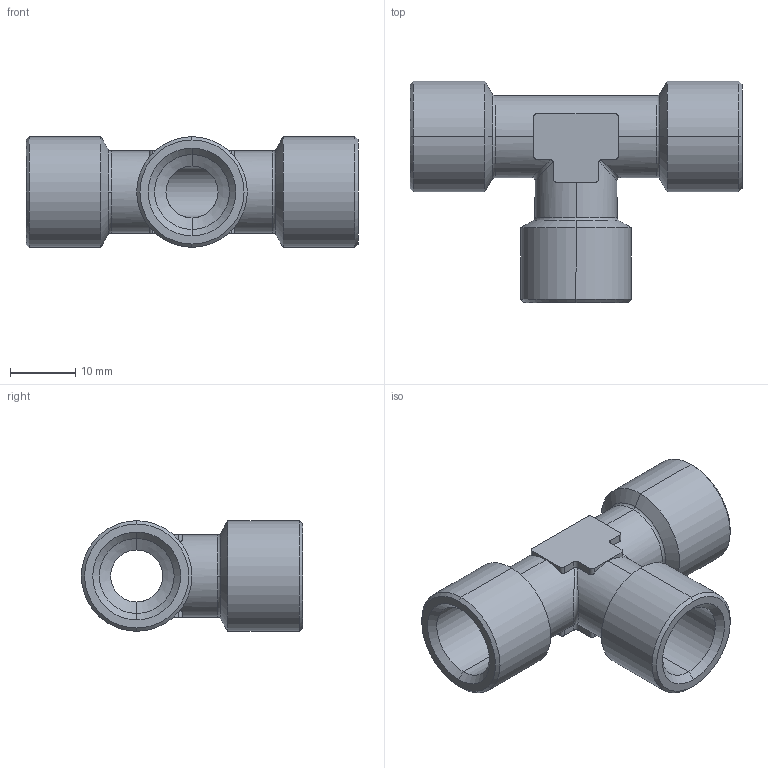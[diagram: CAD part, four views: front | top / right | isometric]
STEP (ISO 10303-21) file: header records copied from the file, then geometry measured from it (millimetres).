
FILE_DESCRIPTION (( 'STEP AP203' ), '1' );
FILE_NAME ('05130002.STEP', '2010-09-13T09:15:47', ( 'Flavio' ), ( '' ), 'SwSTEP 2.0', 'SolidWorks 2009', '' );
FILE_SCHEMA (( 'CONFIG_CONTROL_DESIGN' ));
Length unit declared in the file: millimetre
Products named in the file (1): 05130002
Bounding box: 51 x 34 x 17 mm (x, y, z)
Volume: 7096.2 mm3; surface area: 5977.7 mm2
Topology: 1 solids, 1 shells, 91 faces, 232 edges, 142 vertices
Faces by surface type: cylinder 38, cone 24, plane 21, torus 6, bspline 2
Entity records: 3233 total; most frequent: CARTESIAN_POINT 948, DIRECTION 478, ORIENTED_EDGE 464, EDGE_CURVE 232, AXIS2_PLACEMENT_3D 186, VERTEX_POINT 142, VECTOR 106, LINE 106
